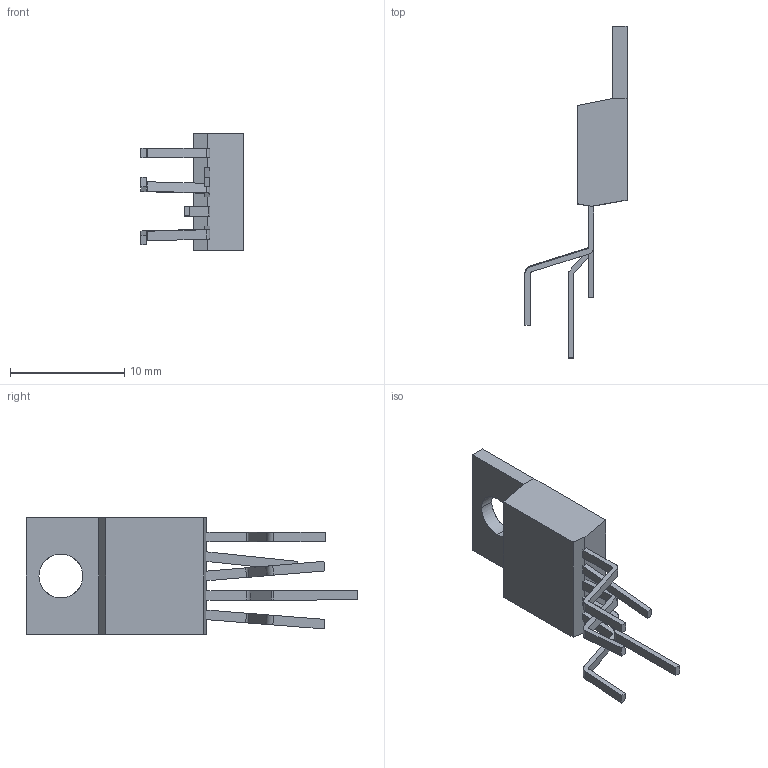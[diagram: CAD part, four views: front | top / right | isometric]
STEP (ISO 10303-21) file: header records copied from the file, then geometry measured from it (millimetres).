
FILE_DESCRIPTION((''), '2;1');
FILE_NAME( 'output_file', '2009-06-07T17:44:47-07:00', (''), (''), 'SolveSpace', '', '');
FILE_SCHEMA (('CONFIG_CONTROL_DESIGN'));
Length unit declared in the file: millimetre
Products named in the file (1): 1
Bounding box: 8.94 x 29.06 x 10.22 mm (x, y, z)
Surface area: 815.2 mm2 (no closed solid volume)
Topology: 0 solids, 87 shells, 87 faces, 438 edges, 438 vertices
Faces by surface type: bspline 87
Entity records: 4243 total; most frequent: CARTESIAN_POINT 1777, VERTEX_POINT 438, EDGE_CURVE 438, ORIENTED_EDGE 438, EDGE_LOOP 89, PRESENTATION_LAYER_ASSIGNMENT 87, MECHANICAL_DESIGN_GEOMETRIC_PRESENTATION_REPRESENTATION 87, STYLED_ITEM 87
